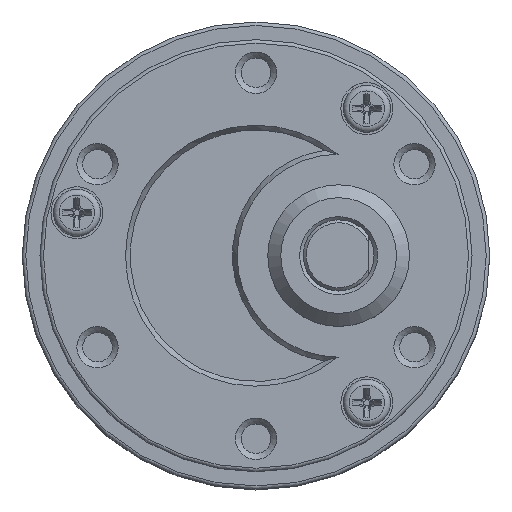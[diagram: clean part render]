
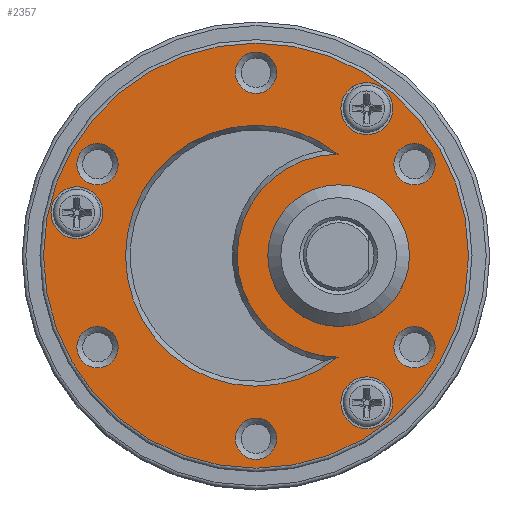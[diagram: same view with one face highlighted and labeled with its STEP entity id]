
A CAD part, top view. The second image highlights one B-rep face of the part: STEP entity #2357.
In plain terms, the highlighted planar face has unit normal (0, 0, 1).
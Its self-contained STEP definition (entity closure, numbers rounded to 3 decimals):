
#2357=ADVANCED_FACE('',(#3378,#3379,#3380,#3381,#3382,#3383,#3384,#3385,
#3386,#3387,#3388,#3389),#2977,.T.);
#2977=PLANE('',#10573);
#3378=FACE_BOUND('',#3870,.T.);
#3379=FACE_BOUND('',#3871,.T.);
#3380=FACE_BOUND('',#3872,.T.);
#3381=FACE_BOUND('',#3873,.T.);
#3382=FACE_BOUND('',#3874,.T.);
#3383=FACE_BOUND('',#3875,.T.);
#3384=FACE_BOUND('',#3876,.T.);
#3385=FACE_BOUND('',#3877,.T.);
#3386=FACE_BOUND('',#3878,.T.);
#3387=FACE_BOUND('',#3879,.T.);
#3388=FACE_BOUND('',#3880,.T.);
#3389=FACE_BOUND('',#3881,.T.);
#3870=EDGE_LOOP('',(#5409));
#3871=EDGE_LOOP('',(#5410));
#3872=EDGE_LOOP('',(#5411));
#3873=EDGE_LOOP('',(#5412));
#3874=EDGE_LOOP('',(#5413));
#3875=EDGE_LOOP('',(#5414));
#3876=EDGE_LOOP('',(#5415));
#3877=EDGE_LOOP('',(#5416));
#3878=EDGE_LOOP('',(#5417));
#3879=EDGE_LOOP('',(#5418));
#3880=EDGE_LOOP('',(#5419));
#3881=EDGE_LOOP('',(#5420,#5421));
#5409=ORIENTED_EDGE('',*,*,#8627,.T.);
#5410=ORIENTED_EDGE('',*,*,#8628,.T.);
#5411=ORIENTED_EDGE('',*,*,#8629,.T.);
#5412=ORIENTED_EDGE('',*,*,#8630,.F.);
#5413=ORIENTED_EDGE('',*,*,#8631,.T.);
#5414=ORIENTED_EDGE('',*,*,#8632,.T.);
#5415=ORIENTED_EDGE('',*,*,#8633,.T.);
#5416=ORIENTED_EDGE('',*,*,#8634,.T.);
#5417=ORIENTED_EDGE('',*,*,#8635,.T.);
#5418=ORIENTED_EDGE('',*,*,#8636,.T.);
#5419=ORIENTED_EDGE('',*,*,#8637,.T.);
#5420=ORIENTED_EDGE('',*,*,#8638,.T.);
#5421=ORIENTED_EDGE('',*,*,#8639,.T.);
#7556=VERTEX_POINT('',#16165);
#7557=VERTEX_POINT('',#16167);
#7558=VERTEX_POINT('',#16169);
#7559=VERTEX_POINT('',#16171);
#7560=VERTEX_POINT('',#16173);
#7561=VERTEX_POINT('',#16175);
#7562=VERTEX_POINT('',#16177);
#7563=VERTEX_POINT('',#16179);
#7564=VERTEX_POINT('',#16181);
#7565=VERTEX_POINT('',#16183);
#7566=VERTEX_POINT('',#16185);
#7567=VERTEX_POINT('',#16187);
#7568=VERTEX_POINT('',#16188);
#8627=EDGE_CURVE('',#7556,#7556,#9655,.T.);
#8628=EDGE_CURVE('',#7557,#7557,#9656,.T.);
#8629=EDGE_CURVE('',#7558,#7558,#9657,.T.);
#8630=EDGE_CURVE('',#7559,#7559,#9658,.T.);
#8631=EDGE_CURVE('',#7560,#7560,#9659,.T.);
#8632=EDGE_CURVE('',#7561,#7561,#9660,.T.);
#8633=EDGE_CURVE('',#7562,#7562,#9661,.T.);
#8634=EDGE_CURVE('',#7563,#7563,#9662,.T.);
#8635=EDGE_CURVE('',#7564,#7564,#9663,.T.);
#8636=EDGE_CURVE('',#7565,#7565,#9664,.T.);
#8637=EDGE_CURVE('',#7566,#7566,#9665,.T.);
#8638=EDGE_CURVE('',#7567,#7568,#9666,.T.);
#8639=EDGE_CURVE('',#7568,#7567,#9667,.T.);
#9655=CIRCLE('',#10560,1.75);
#9656=CIRCLE('',#10561,1.75);
#9657=CIRCLE('',#10562,1.75);
#9658=CIRCLE('',#10563,6.);
#9659=CIRCLE('',#10564,1.75);
#9660=CIRCLE('',#10565,1.75);
#9661=CIRCLE('',#10566,1.75);
#9662=CIRCLE('',#10567,18.);
#9663=CIRCLE('',#10568,2.2);
#9664=CIRCLE('',#10569,2.2);
#9665=CIRCLE('',#10570,2.2);
#9666=CIRCLE('',#10571,8.596);
#9667=CIRCLE('',#10572,11.054);
#10560=AXIS2_PLACEMENT_3D('',#16164,#12482,#12483);
#10561=AXIS2_PLACEMENT_3D('',#16166,#12484,#12485);
#10562=AXIS2_PLACEMENT_3D('',#16168,#12486,#12487);
#10563=AXIS2_PLACEMENT_3D('',#16170,#12488,#12489);
#10564=AXIS2_PLACEMENT_3D('',#16172,#12490,#12491);
#10565=AXIS2_PLACEMENT_3D('',#16174,#12492,#12493);
#10566=AXIS2_PLACEMENT_3D('',#16176,#12494,#12495);
#10567=AXIS2_PLACEMENT_3D('',#16178,#12496,#12497);
#10568=AXIS2_PLACEMENT_3D('',#16180,#12498,#12499);
#10569=AXIS2_PLACEMENT_3D('',#16182,#12500,#12501);
#10570=AXIS2_PLACEMENT_3D('',#16184,#12502,#12503);
#10571=AXIS2_PLACEMENT_3D('',#16186,#12504,#12505);
#10572=AXIS2_PLACEMENT_3D('',#16189,#12506,#12507);
#10573=AXIS2_PLACEMENT_3D('',#16190,#12508,#12509);
#12482=DIRECTION('',(0.,0.,-1.));
#12483=DIRECTION('',(1.,0.,0.));
#12484=DIRECTION('',(0.,0.,-1.));
#12485=DIRECTION('',(1.,0.,0.));
#12486=DIRECTION('',(0.,0.,-1.));
#12487=DIRECTION('',(1.,0.,0.));
#12488=DIRECTION('',(0.,0.,1.));
#12489=DIRECTION('',(1.,0.,0.));
#12490=DIRECTION('',(0.,0.,-1.));
#12491=DIRECTION('',(1.,0.,0.));
#12492=DIRECTION('',(0.,0.,-1.));
#12493=DIRECTION('',(1.,0.,0.));
#12494=DIRECTION('',(0.,0.,-1.));
#12495=DIRECTION('',(1.,0.,0.));
#12496=DIRECTION('',(0.,0.,1.));
#12497=DIRECTION('',(1.,0.,0.));
#12498=DIRECTION('',(0.,0.,-1.));
#12499=DIRECTION('',(-1.,0.,0.));
#12500=DIRECTION('',(0.,0.,-1.));
#12501=DIRECTION('',(-1.,0.,0.));
#12502=DIRECTION('',(0.,0.,-1.));
#12503=DIRECTION('',(-1.,0.,0.));
#12504=DIRECTION('',(0.,0.,1.));
#12505=DIRECTION('',(1.,0.,0.));
#12506=DIRECTION('',(0.,0.,-1.));
#12507=DIRECTION('',(1.,0.,0.));
#12508=DIRECTION('',(0.,0.,1.));
#12509=DIRECTION('',(1.,0.,0.));
#16164=CARTESIAN_POINT('',(-13.423,7.75,26.7));
#16165=CARTESIAN_POINT('',(-11.673,7.75,26.7));
#16166=CARTESIAN_POINT('',(13.423,7.75,26.7));
#16167=CARTESIAN_POINT('',(15.173,7.75,26.7));
#16168=CARTESIAN_POINT('',(0.,-15.5,26.7));
#16169=CARTESIAN_POINT('',(1.75,-15.5,26.7));
#16170=CARTESIAN_POINT('',(7.,0.,26.7));
#16171=CARTESIAN_POINT('',(13.,0.,26.7));
#16172=CARTESIAN_POINT('',(0.,15.5,26.7));
#16173=CARTESIAN_POINT('',(1.75,15.5,26.7));
#16174=CARTESIAN_POINT('',(-13.423,-7.75,26.7));
#16175=CARTESIAN_POINT('',(-11.673,-7.75,26.7));
#16176=CARTESIAN_POINT('',(13.423,-7.75,26.7));
#16177=CARTESIAN_POINT('',(15.173,-7.75,26.7));
#16178=CARTESIAN_POINT('',(0.,0.,
26.7));
#16179=CARTESIAN_POINT('',(18.,0.,26.7));
#16180=CARTESIAN_POINT('',(-15.169,3.642,26.7));
#16181=CARTESIAN_POINT('',(-17.369,3.642,26.7));
#16182=CARTESIAN_POINT('',(9.388,-12.459,26.7));
#16183=CARTESIAN_POINT('',(7.188,-12.459,26.7));
#16184=CARTESIAN_POINT('',(9.388,12.459,26.7));
#16185=CARTESIAN_POINT('',(7.188,12.459,26.7));
#16186=CARTESIAN_POINT('',(7.,0.,26.7));
#16187=CARTESIAN_POINT('',(6.95,8.596,26.7));
#16188=CARTESIAN_POINT('',(6.95,-8.596,26.7));
#16189=CARTESIAN_POINT('',(0.,0.,
26.7));
#16190=CARTESIAN_POINT('',(0.,0.,
26.7));
